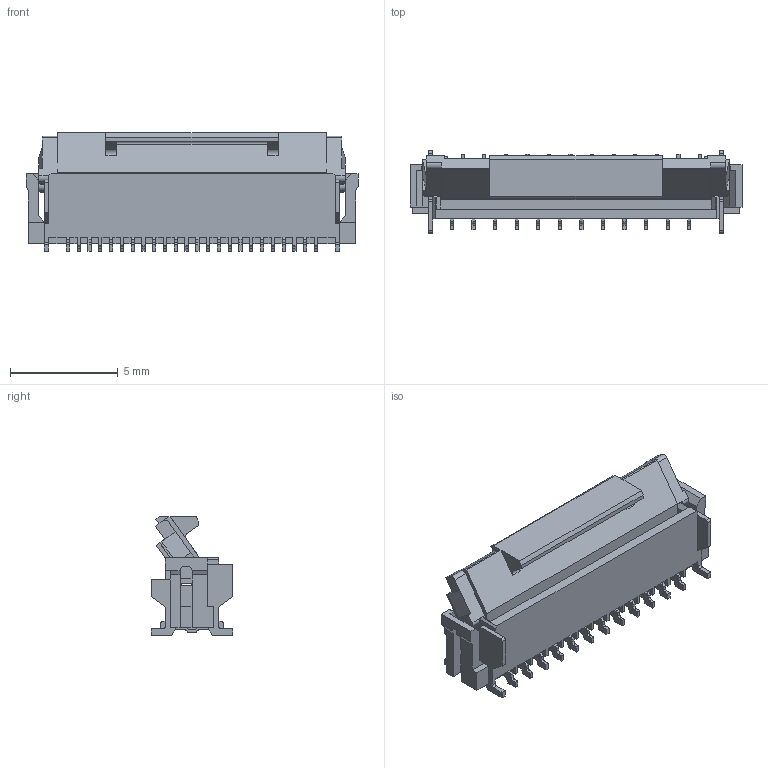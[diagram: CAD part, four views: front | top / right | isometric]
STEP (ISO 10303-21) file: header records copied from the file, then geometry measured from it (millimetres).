
FILE_DESCRIPTION(/* description */ (''),/* implementation_level */ '2;1');
FILE_NAME(/* name */ 'FH12-24S-0.step',/* time_stamp */ '2018-09-21T20:08:34+10:00',/* author */ (''),/* organization */ (''),/* preprocessor_version */ 'ST-DEVELOPER v17.2',/* originating_system */ 'Autodesk Translation Framework v7.6.0.251',/* authorisation */ '');
FILE_SCHEMA (('AUTOMOTIVE_DESIGN { 1 0 10303 214 3 1 1 }'));
Length unit declared in the file: millimetre
Products named in the file (2): FH12-24S-0 (1); FH12-24S-0
Assembly tree (1 placements, depth 2):
  FH12-24S-0 (1)
    FH12-24S-0
Bounding box: 15.4 x 3.8 x 5.5 mm (x, y, z)
Volume: 120.1 mm3; surface area: 438.1 mm2
Topology: 1 solids, 1 shells, 917 faces, 2697 edges, 1774 vertices
Faces by surface type: plane 739, cylinder 178
Entity records: 30751 total; most frequent: ORIENTED_EDGE 5394, CARTESIAN_POINT 5391, DIRECTION 4951, EDGE_CURVE 2697, LINE 2283, VECTOR 2283, VERTEX_POINT 1774, AXIS2_PLACEMENT_3D 1334
